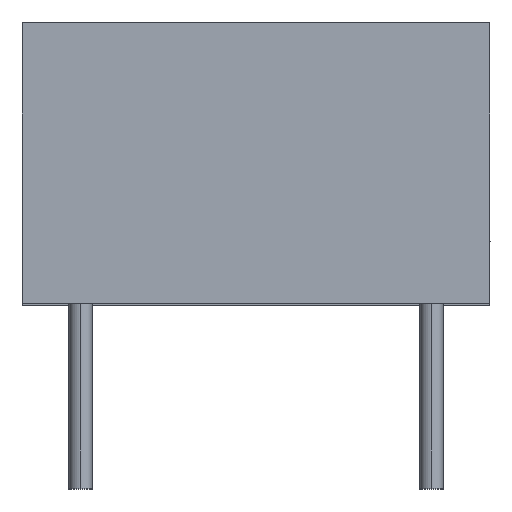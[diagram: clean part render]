
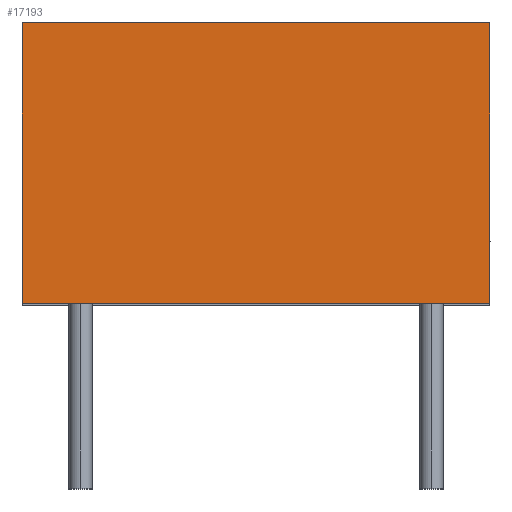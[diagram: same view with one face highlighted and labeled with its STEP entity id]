
A CAD part, top view. The second image highlights one B-rep face of the part: STEP entity #17193.
In plain terms, the highlighted planar face has unit normal (0, 0, 1).
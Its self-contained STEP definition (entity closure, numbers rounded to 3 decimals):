
#1050 = VERTEX_POINT ( 'NONE', #4386 ) ;
#4386 = CARTESIAN_POINT ( 'NONE',  ( -5.08, -6.1, 9.53 ) ) ;
#16823 = EDGE_CURVE ( 'NONE', #1050, #17469, #18249, .T. ) ;
#17022 = EDGE_CURVE ( 'NONE', #1050, #22064, #19020, .T. ) ;
#17114 = ORIENTED_EDGE ( 'NONE', *, *, #22048, .F. ) ;
#17116 = ORIENTED_EDGE ( 'NONE', *, *, #17022, .F. ) ;
#17119 = ORIENTED_EDGE ( 'NONE', *, *, #16823, .T. ) ;
#17122 = ORIENTED_EDGE ( 'NONE', *, *, #17465, .T. ) ;
#17193 = ADVANCED_FACE ( 'NONE', ( #19932 ), #19992, .T. ) ;
#17194 = EDGE_LOOP ( 'NONE', ( #17114, #17116, #17119, #17122 ) ) ;
#17465 = EDGE_CURVE ( 'NONE', #17469, #17485, #21036, .T. ) ;
#17469 = VERTEX_POINT ( 'NONE', #21027 ) ;
#17485 = VERTEX_POINT ( 'NONE', #21102 ) ;
#18243 = DIRECTION ( 'NONE',  ( 1., 0., 0. ) ) ;
#18244 = VECTOR ( 'NONE', #18243, 1000. ) ;
#18245 = CARTESIAN_POINT ( 'NONE',  ( -5.08, -6.1, 9.53 ) ) ;
#18249 = LINE ( 'NONE', #18245, #18244 ) ;
#19013 = DIRECTION ( 'NONE',  ( 0., 1., 0. ) ) ;
#19014 = VECTOR ( 'NONE', #19013, 1000. ) ;
#19015 = CARTESIAN_POINT ( 'NONE',  ( -5.08, -6.1, 9.53 ) ) ;
#19020 = LINE ( 'NONE', #19015, #19014 ) ;
#19932 = FACE_OUTER_BOUND ( 'NONE', #17194, .T. ) ;
#19988 = DIRECTION ( 'NONE',  ( 1., 0., 0. ) ) ;
#19989 = DIRECTION ( 'NONE',  ( 0., 0., 1. ) ) ;
#19990 = CARTESIAN_POINT ( 'NONE',  ( -5.08, -6.1, 9.53 ) ) ;
#19991 = AXIS2_PLACEMENT_3D ( 'NONE', #19990, #19989, #19988 ) ;
#19992 = PLANE ( 'NONE',  #19991 ) ;
#21027 = CARTESIAN_POINT ( 'NONE',  ( 5.08, -6.1, 9.53 ) ) ;
#21033 = DIRECTION ( 'NONE',  ( 0., 1., 0. ) ) ;
#21034 = VECTOR ( 'NONE', #21033, 1000. ) ;
#21035 = CARTESIAN_POINT ( 'NONE',  ( 5.08, -6.1, 9.53 ) ) ;
#21036 = LINE ( 'NONE', #21035, #21034 ) ;
#21102 = CARTESIAN_POINT ( 'NONE',  ( 5.08, 0., 9.53 ) ) ;
#21751 = LINE ( 'NONE', #21806, #21805 ) ;
#21778 = CARTESIAN_POINT ( 'NONE',  ( -5.08, 0., 9.53 ) ) ;
#21804 = DIRECTION ( 'NONE',  ( 1., 0., 0. ) ) ;
#21805 = VECTOR ( 'NONE', #21804, 1000. ) ;
#21806 = CARTESIAN_POINT ( 'NONE',  ( -5.08, 0., 9.53 ) ) ;
#22048 = EDGE_CURVE ( 'NONE', #22064, #17485, #21751, .T. ) ;
#22064 = VERTEX_POINT ( 'NONE', #21778 ) ;
